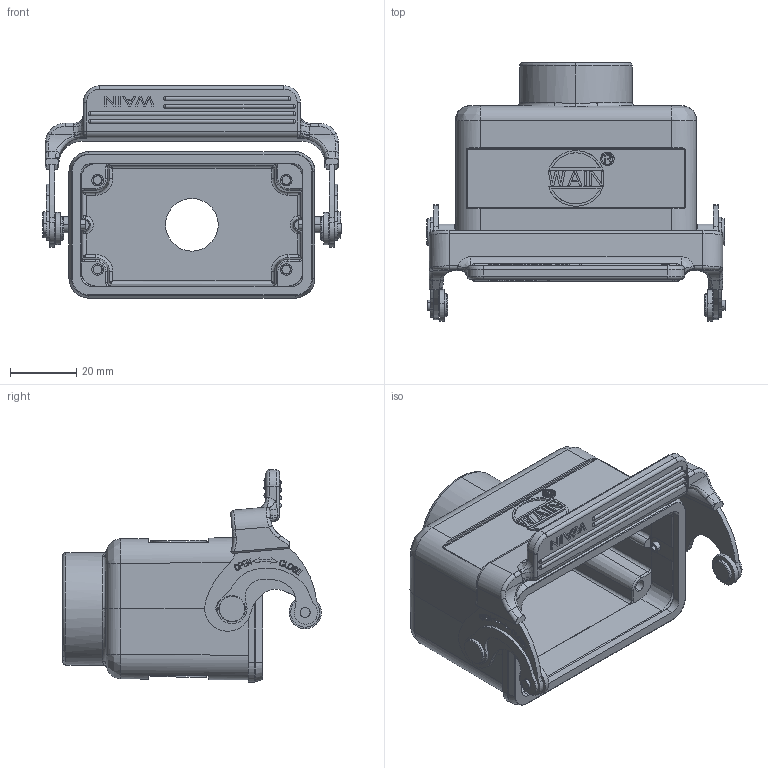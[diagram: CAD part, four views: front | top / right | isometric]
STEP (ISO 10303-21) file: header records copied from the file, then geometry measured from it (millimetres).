
FILE_DESCRIPTION((''),'2;1');
FILE_NAME('3D_H10B-CCT-1L_SC-M25_V1_0','2019-10-31T',('sh.ye'),(''),'PRO/ENGINEER BY PARAMETRIC TECHNOLOGY CORPORATION, 2015240','PRO/ENGINEER BY PARAMETRIC TECHNOLOGY CORPORATION, 2015240','');
FILE_SCHEMA(('AUTOMOTIVE_DESIGN { 1 0 10303 214 1 1 1 1 }'));
Products named in the file (1): 3D_H10B-CCT-1L_SC-M25_V1_0
Bounding box: 90.05 x 78.16 x 64.13 mm (x, y, z)
Volume: 62048.9 mm3; surface area: 38715.8 mm2
Topology: 2 solids, 24 shells, 1415 faces, 3809 edges, 2489 vertices
Faces by surface type: plane 636, extrusion 308, cylinder 253, bspline 76, torus 52, cone 52, sphere 34, revolution 4
Entity records: 52378 total; most frequent: CARTESIAN_POINT 17598, ORIENTED_EDGE 7501, DIRECTION 6059, EDGE_CURVE 3770, VERTEX_POINT 2489, VECTOR 2349, LINE 2041, AXIS2_PLACEMENT_3D 1853
